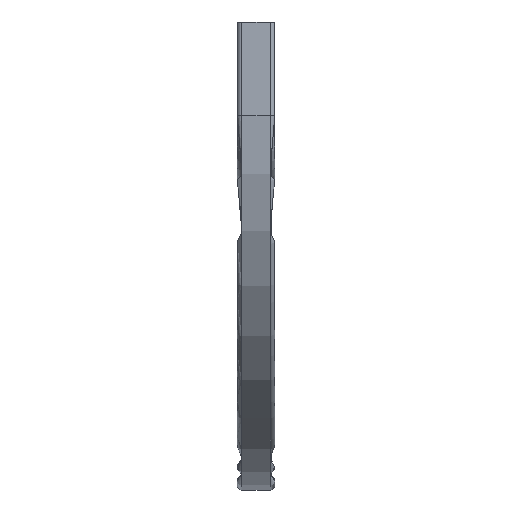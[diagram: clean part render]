
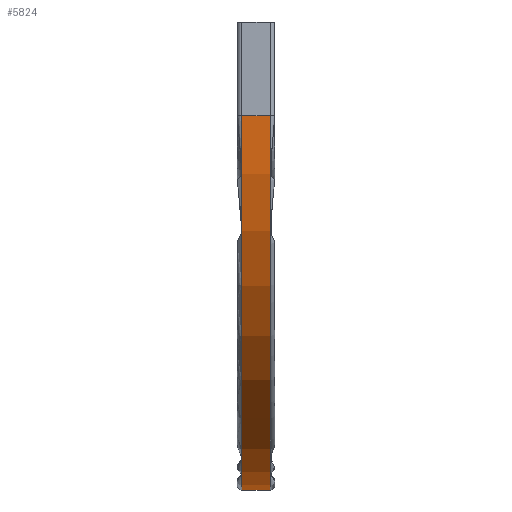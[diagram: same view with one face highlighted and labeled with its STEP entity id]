
A CAD part, left-side view. The second image highlights one B-rep face of the part: STEP entity #5824.
In plain terms, the highlighted cylindrical face has radius 600 mm (diameter 1200 mm), a partial arc.
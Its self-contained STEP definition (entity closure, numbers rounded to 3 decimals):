
#111 = DIRECTION ( 'NONE',  ( 1., 0., 0. ) ) ;
#1105 = EDGE_LOOP ( 'NONE', ( #1423, #7275, #6278, #15173 ) ) ;
#1112 = LINE ( 'NONE', #8089, #15203 ) ;
#1423 = ORIENTED_EDGE ( 'NONE', *, *, #14224, .F. ) ;
#1486 = VERTEX_POINT ( 'NONE', #12736 ) ;
#1635 = CARTESIAN_POINT ( 'NONE',  ( 115., 0., -150. ) ) ;
#3100 = DIRECTION ( 'NONE',  ( 0., 1., 0. ) ) ;
#4203 = CARTESIAN_POINT ( 'NONE',  ( 115., 22.5, -750. ) ) ;
#5075 = FACE_OUTER_BOUND ( 'NONE', #1105, .T. ) ;
#5185 = VERTEX_POINT ( 'NONE', #5563 ) ;
#5456 = CIRCLE ( 'NONE', #17051, 600. ) ;
#5563 = CARTESIAN_POINT ( 'NONE',  ( 115., -22.5, -750. ) ) ;
#5824 = ADVANCED_FACE ( 'NONE', ( #5075 ), #15468, .T. ) ;
#6186 = CARTESIAN_POINT ( 'NONE',  ( 115., -22.5, -150. ) ) ;
#6278 = ORIENTED_EDGE ( 'NONE', *, *, #6998, .T. ) ;
#6998 = EDGE_CURVE ( 'NONE', #1486, #12734, #7829, .T. ) ;
#7275 = ORIENTED_EDGE ( 'NONE', *, *, #13993, .T. ) ;
#7563 = DIRECTION ( 'NONE',  ( 1., 0., 0. ) ) ;
#7797 = VERTEX_POINT ( 'NONE', #4203 ) ;
#7829 = LINE ( 'NONE', #10156, #14579 ) ;
#7935 = AXIS2_PLACEMENT_3D ( 'NONE', #16433, #8386, #111 ) ;
#8089 = CARTESIAN_POINT ( 'NONE',  ( 115., -22.5, -750. ) ) ;
#8386 = DIRECTION ( 'NONE',  ( 0., 1., 0. ) ) ;
#8391 = CIRCLE ( 'NONE', #7935, 600. ) ;
#10085 = AXIS2_PLACEMENT_3D ( 'NONE', #1635, #3100, #11300 ) ;
#10156 = CARTESIAN_POINT ( 'NONE',  ( -485., -22.5, -150. ) ) ;
#11300 = DIRECTION ( 'NONE',  ( 1., 0., 0. ) ) ;
#12734 = VERTEX_POINT ( 'NONE', #15789 ) ;
#12736 = CARTESIAN_POINT ( 'NONE',  ( -485., -22.5, -150. ) ) ;
#13993 = EDGE_CURVE ( 'NONE', #5185, #1486, #5456, .T. ) ;
#14224 = EDGE_CURVE ( 'NONE', #5185, #7797, #1112, .T. ) ;
#14579 = VECTOR ( 'NONE', #16832, 1000. ) ;
#15173 = ORIENTED_EDGE ( 'NONE', *, *, #16554, .F. ) ;
#15203 = VECTOR ( 'NONE', #17505, 1000. ) ;
#15468 = CYLINDRICAL_SURFACE ( 'NONE', #10085, 600. ) ;
#15648 = DIRECTION ( 'NONE',  ( 0., 1., 0. ) ) ;
#15789 = CARTESIAN_POINT ( 'NONE',  ( -485., 22.5, -150. ) ) ;
#16433 = CARTESIAN_POINT ( 'NONE',  ( 115., 22.5, -150. ) ) ;
#16554 = EDGE_CURVE ( 'NONE', #7797, #12734, #8391, .T. ) ;
#16832 = DIRECTION ( 'NONE',  ( 0., 1., 0. ) ) ;
#17051 = AXIS2_PLACEMENT_3D ( 'NONE', #6186, #15648, #7563 ) ;
#17505 = DIRECTION ( 'NONE',  ( 0., 1., 0. ) ) ;
